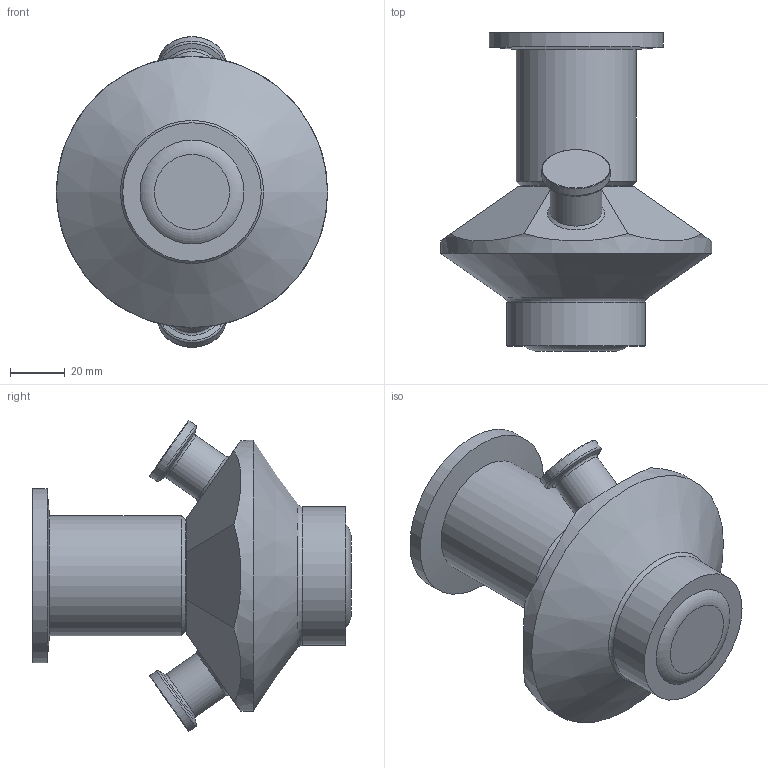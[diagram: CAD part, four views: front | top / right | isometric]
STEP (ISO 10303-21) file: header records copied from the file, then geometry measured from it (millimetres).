
FILE_DESCRIPTION(/* description */ (''),/* implementation_level */ '2;1');
FILE_NAME(/* name */ '860011.stp',/* time_stamp */ '2022-09-30T08:01:04+02:00',/* author */ ('mbs'),/* organization */ (''),/* preprocessor_version */ 'ST-DEVELOPER v18.1',/* originating_system */ 'Autodesk Inventor 2022',/* authorisation */ '');
FILE_SCHEMA (('AUTOMOTIVE_DESIGN { 1 0 10303 214 3 1 1 }'));
Length unit declared in the file: millimetre
Products named in the file (1): 860011
Bounding box: 99.5 x 116.95 x 114.03 mm (x, y, z)
Volume: 345188.3 mm3; surface area: 37797.9 mm2
Topology: 1 solids, 1 shells, 39 faces, 92 edges, 60 vertices
Faces by surface type: plane 15, cylinder 9, torus 8, cone 7
Full cylindrical faces by diameter (mm): 19 x2, 25 x2, 38 x1, 44 x1, 50.8 x1, 64 x1, 99.5 x1
Entity records: 1254 total; most frequent: DIRECTION 232, CARTESIAN_POINT 192, ORIENTED_EDGE 184, AXIS2_PLACEMENT_3D 100, EDGE_CURVE 92, VERTEX_POINT 60, CIRCLE 51, EDGE_LOOP 44
